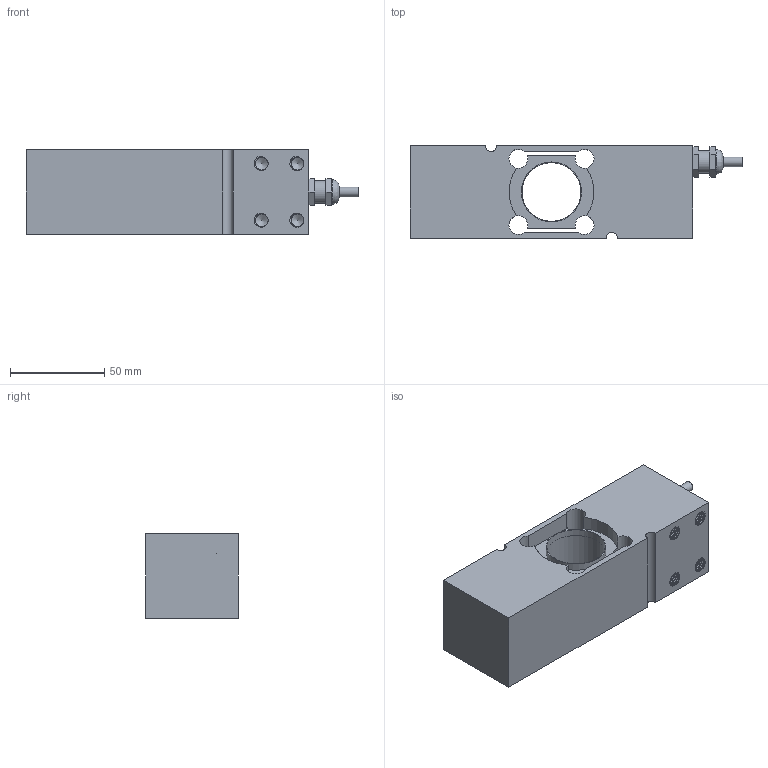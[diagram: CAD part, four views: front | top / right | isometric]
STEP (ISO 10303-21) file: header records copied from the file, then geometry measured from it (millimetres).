
FILE_DESCRIPTION(/* description */ (''),/* implementation_level */ '2;1');
FILE_NAME(/* name */ '651JS-(50-400)kg v3.step',/* time_stamp */ '2020-02-11T13:51:50-08:00',/* author */ (''),/* organization */ (''),/* preprocessor_version */ 'ST-DEVELOPER v18',/* originating_system */ 'Autodesk Translation Framework v8.12.0.6',/* authorisation */ '');
FILE_SCHEMA (('AUTOMOTIVE_DESIGN { 1 0 10303 214 3 1 1 }'));
Length unit declared in the file: millimetre
Products named in the file (2): 651JS-(50-400)kg; Connector
Assembly tree (1 placements, depth 2):
  651JS-(50-400)kg
    Connector
Bounding box: 176.03 x 49 x 45 mm (x, y, z)
Volume: 264330.2 mm3; surface area: 51550.5 mm2
Topology: 2 solids, 2 shells, 351 faces, 898 edges, 556 vertices
Faces by surface type: cylinder 282, plane 43, bspline 17, cone 9
Full cylindrical faces by diameter (mm): 5.1 x1, 6.779 x120, 8.17 x112, 10 x1, 12 x2, 13 x1, 31.195 x1, 31.8 x2
Entity records: 23711 total; most frequent: CARTESIAN_POINT 16113, ORIENTED_EDGE 1778, DIRECTION 1211, EDGE_CURVE 889, VERTEX_POINT 556, B_SPLINE_CURVE_WITH_KNOTS 448, AXIS2_PLACEMENT_3D 433, EDGE_LOOP 371
